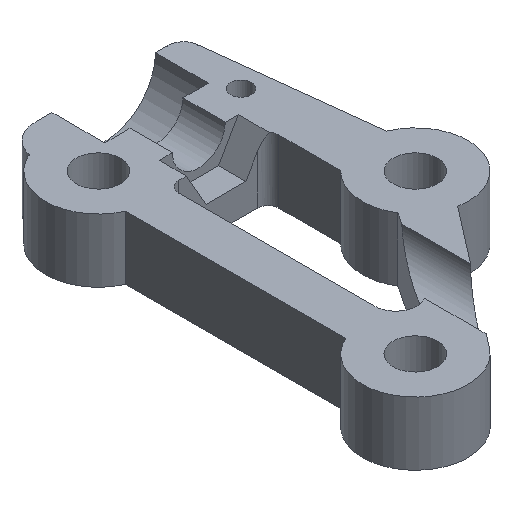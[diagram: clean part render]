
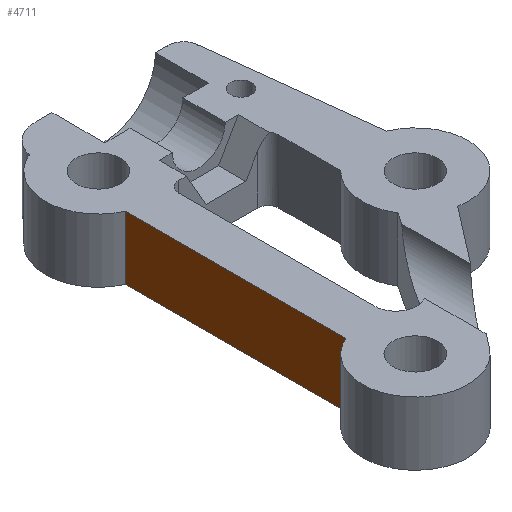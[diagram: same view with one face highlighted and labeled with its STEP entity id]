
A CAD part, isometric view. The second image highlights one B-rep face of the part: STEP entity #4711.
In plain terms, the highlighted planar face has unit normal (-1, 0, 0).
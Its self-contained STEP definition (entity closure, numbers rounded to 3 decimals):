
#44 = PLANE('',#45);
#45 = AXIS2_PLACEMENT_3D('',#46,#47,#48);
#46 = CARTESIAN_POINT('',(-11.815,40.166,-24.));
#47 = DIRECTION('',(0.,0.,1.));
#48 = DIRECTION('',(1.,0.,0.));
#100 = PLANE('',#101);
#101 = AXIS2_PLACEMENT_3D('',#102,#103,#104);
#102 = CARTESIAN_POINT('',(-39.475,52.297,
    -12.));
#103 = DIRECTION('',(0.,0.,1.));
#104 = DIRECTION('',(1.,0.,0.));
#2900 = CYLINDRICAL_SURFACE('',#2901,10.);
#2901 = AXIS2_PLACEMENT_3D('',#2902,#2903,#2904);
#2902 = CARTESIAN_POINT('',(-40.,20.,-24.));
#2903 = DIRECTION('',(0.,0.,1.));
#2904 = DIRECTION('',(-1.,0.,0.));
#3292 = CYLINDRICAL_SURFACE('',#3293,10.);
#3293 = AXIS2_PLACEMENT_3D('',#3294,#3295,#3296);
#3294 = CARTESIAN_POINT('',(-40.,80.,-24.));
#3295 = DIRECTION('',(0.,0.,1.));
#3296 = DIRECTION('',(-1.,0.,0.));
#4038 = VERTEX_POINT('',#4039);
#4039 = CARTESIAN_POINT('',(-44.,29.165,-24.));
#4087 = EDGE_CURVE('',#4038,#4088,#4090,.T.);
#4088 = VERTEX_POINT('',#4089);
#4089 = CARTESIAN_POINT('',(-44.,70.835,-24.));
#4090 = SURFACE_CURVE('',#4091,(#4095,#4102),.PCURVE_S1.);
#4091 = LINE('',#4092,#4093);
#4092 = CARTESIAN_POINT('',(-44.,14.,-24.));
#4093 = VECTOR('',#4094,1.);
#4094 = DIRECTION('',(0.,1.,0.));
#4095 = PCURVE('',#44,#4096);
#4096 = DEFINITIONAL_REPRESENTATION('',(#4097),#4101);
#4097 = LINE('',#4098,#4099);
#4098 = CARTESIAN_POINT('',(-32.185,-26.166));
#4099 = VECTOR('',#4100,1.);
#4100 = DIRECTION('',(0.,1.));
#4101 = ( GEOMETRIC_REPRESENTATION_CONTEXT(2) 
PARAMETRIC_REPRESENTATION_CONTEXT() REPRESENTATION_CONTEXT('2D SPACE',''
  ) );
#4102 = PCURVE('',#4103,#4108);
#4103 = PLANE('',#4104);
#4104 = AXIS2_PLACEMENT_3D('',#4105,#4106,#4107);
#4105 = CARTESIAN_POINT('',(-44.,14.,-24.));
#4106 = DIRECTION('',(-1.,0.,0.));
#4107 = DIRECTION('',(0.,0.,-1.));
#4108 = DEFINITIONAL_REPRESENTATION('',(#4109),#4113);
#4109 = LINE('',#4110,#4111);
#4110 = CARTESIAN_POINT('',(0.,0.));
#4111 = VECTOR('',#4112,1.);
#4112 = DIRECTION('',(0.,-1.));
#4113 = ( GEOMETRIC_REPRESENTATION_CONTEXT(2) 
PARAMETRIC_REPRESENTATION_CONTEXT() REPRESENTATION_CONTEXT('2D SPACE',''
  ) );
#4711 = ADVANCED_FACE('',(#4712),#4103,.T.);
#4712 = FACE_BOUND('',#4713,.F.);
#4713 = EDGE_LOOP('',(#4714,#4739,#4782,#4783));
#4714 = ORIENTED_EDGE('',*,*,#4715,.F.);
#4715 = EDGE_CURVE('',#4716,#4718,#4720,.T.);
#4716 = VERTEX_POINT('',#4717);
#4717 = CARTESIAN_POINT('',(-44.,29.165,-12.));
#4718 = VERTEX_POINT('',#4719);
#4719 = CARTESIAN_POINT('',(-44.,70.835,-12.));
#4720 = SURFACE_CURVE('',#4721,(#4725,#4732),.PCURVE_S1.);
#4721 = LINE('',#4722,#4723);
#4722 = CARTESIAN_POINT('',(-44.,14.,-12.));
#4723 = VECTOR('',#4724,1.);
#4724 = DIRECTION('',(0.,1.,0.));
#4725 = PCURVE('',#4103,#4726);
#4726 = DEFINITIONAL_REPRESENTATION('',(#4727),#4731);
#4727 = LINE('',#4728,#4729);
#4728 = CARTESIAN_POINT('',(-12.,0.));
#4729 = VECTOR('',#4730,1.);
#4730 = DIRECTION('',(0.,-1.));
#4731 = ( GEOMETRIC_REPRESENTATION_CONTEXT(2) 
PARAMETRIC_REPRESENTATION_CONTEXT() REPRESENTATION_CONTEXT('2D SPACE',''
  ) );
#4732 = PCURVE('',#100,#4733);
#4733 = DEFINITIONAL_REPRESENTATION('',(#4734),#4738);
#4734 = LINE('',#4735,#4736);
#4735 = CARTESIAN_POINT('',(-4.525,-38.297));
#4736 = VECTOR('',#4737,1.);
#4737 = DIRECTION('',(0.,1.));
#4738 = ( GEOMETRIC_REPRESENTATION_CONTEXT(2) 
PARAMETRIC_REPRESENTATION_CONTEXT() REPRESENTATION_CONTEXT('2D SPACE',''
  ) );
#4739 = ORIENTED_EDGE('',*,*,#4740,.F.);
#4740 = EDGE_CURVE('',#4038,#4716,#4741,.T.);
#4741 = SURFACE_CURVE('',#4742,(#4746,#4753),.PCURVE_S1.);
#4742 = LINE('',#4743,#4744);
#4743 = CARTESIAN_POINT('',(-44.,29.165,-24.));
#4744 = VECTOR('',#4745,1.);
#4745 = DIRECTION('',(0.,0.,1.));
#4746 = PCURVE('',#4103,#4747);
#4747 = DEFINITIONAL_REPRESENTATION('',(#4748),#4752);
#4748 = LINE('',#4749,#4750);
#4749 = CARTESIAN_POINT('',(0.,-15.165));
#4750 = VECTOR('',#4751,1.);
#4751 = DIRECTION('',(-1.,0.));
#4752 = ( GEOMETRIC_REPRESENTATION_CONTEXT(2) 
PARAMETRIC_REPRESENTATION_CONTEXT() REPRESENTATION_CONTEXT('2D SPACE',''
  ) );
#4753 = PCURVE('',#2900,#4754);
#4754 = DEFINITIONAL_REPRESENTATION('',(#4755),#4781);
#4755 = B_SPLINE_CURVE_WITH_KNOTS('',3,(#4756,#4757,#4758,#4759,#4760,
    #4761,#4762,#4763,#4764,#4765,#4766,#4767,#4768,#4769,#4770,#4771,
    #4772,#4773,#4774,#4775,#4776,#4777,#4778,#4779,#4780),
  .UNSPECIFIED.,.F.,.F.,(4,1,1,1,1,1,1,1,1,1,1,1,1,1,1,1,1,1,1,1,1,1,4),
  (0.,0.545,1.091,1.636,2.182,
    2.727,3.273,3.818,4.364,
    4.909,5.455,6.,6.545,7.091,
    7.636,8.182,8.727,9.273,
    9.818,10.364,10.909,11.455,12.),
  .QUASI_UNIFORM_KNOTS.);
#4756 = CARTESIAN_POINT('',(-7.442,0.));
#4757 = CARTESIAN_POINT('',(-7.442,0.182));
#4758 = CARTESIAN_POINT('',(-7.442,0.545));
#4759 = CARTESIAN_POINT('',(-7.442,1.091));
#4760 = CARTESIAN_POINT('',(-7.442,1.636));
#4761 = CARTESIAN_POINT('',(-7.442,2.182));
#4762 = CARTESIAN_POINT('',(-7.442,2.727));
#4763 = CARTESIAN_POINT('',(-7.442,3.273));
#4764 = CARTESIAN_POINT('',(-7.442,3.818));
#4765 = CARTESIAN_POINT('',(-7.442,4.364));
#4766 = CARTESIAN_POINT('',(-7.442,4.909));
#4767 = CARTESIAN_POINT('',(-7.442,5.455));
#4768 = CARTESIAN_POINT('',(-7.442,6.));
#4769 = CARTESIAN_POINT('',(-7.442,6.545));
#4770 = CARTESIAN_POINT('',(-7.442,7.091));
#4771 = CARTESIAN_POINT('',(-7.442,7.636));
#4772 = CARTESIAN_POINT('',(-7.442,8.182));
#4773 = CARTESIAN_POINT('',(-7.442,8.727));
#4774 = CARTESIAN_POINT('',(-7.442,9.273));
#4775 = CARTESIAN_POINT('',(-7.442,9.818));
#4776 = CARTESIAN_POINT('',(-7.442,10.364));
#4777 = CARTESIAN_POINT('',(-7.442,10.909));
#4778 = CARTESIAN_POINT('',(-7.442,11.455));
#4779 = CARTESIAN_POINT('',(-7.442,11.818));
#4780 = CARTESIAN_POINT('',(-7.442,12.));
#4781 = ( GEOMETRIC_REPRESENTATION_CONTEXT(2) 
PARAMETRIC_REPRESENTATION_CONTEXT() REPRESENTATION_CONTEXT('2D SPACE',''
  ) );
#4782 = ORIENTED_EDGE('',*,*,#4087,.T.);
#4783 = ORIENTED_EDGE('',*,*,#4784,.T.);
#4784 = EDGE_CURVE('',#4088,#4718,#4785,.T.);
#4785 = SURFACE_CURVE('',#4786,(#4790,#4797),.PCURVE_S1.);
#4786 = LINE('',#4787,#4788);
#4787 = CARTESIAN_POINT('',(-44.,70.835,-24.));
#4788 = VECTOR('',#4789,1.);
#4789 = DIRECTION('',(0.,0.,1.));
#4790 = PCURVE('',#4103,#4791);
#4791 = DEFINITIONAL_REPRESENTATION('',(#4792),#4796);
#4792 = LINE('',#4793,#4794);
#4793 = CARTESIAN_POINT('',(0.,-56.835));
#4794 = VECTOR('',#4795,1.);
#4795 = DIRECTION('',(-1.,0.));
#4796 = ( GEOMETRIC_REPRESENTATION_CONTEXT(2) 
PARAMETRIC_REPRESENTATION_CONTEXT() REPRESENTATION_CONTEXT('2D SPACE',''
  ) );
#4797 = PCURVE('',#3292,#4798);
#4798 = DEFINITIONAL_REPRESENTATION('',(#4799),#4825);
#4799 = B_SPLINE_CURVE_WITH_KNOTS('',3,(#4800,#4801,#4802,#4803,#4804,
    #4805,#4806,#4807,#4808,#4809,#4810,#4811,#4812,#4813,#4814,#4815,
    #4816,#4817,#4818,#4819,#4820,#4821,#4822,#4823,#4824),
  .UNSPECIFIED.,.F.,.F.,(4,1,1,1,1,1,1,1,1,1,1,1,1,1,1,1,1,1,1,1,1,1,4),
  (0.,0.545,1.091,1.636,2.182,
    2.727,3.273,3.818,4.364,
    4.909,5.455,6.,6.545,7.091,
    7.636,8.182,8.727,9.273,
    9.818,10.364,10.909,11.455,12.),
  .QUASI_UNIFORM_KNOTS.);
#4800 = CARTESIAN_POINT('',(1.159,0.));
#4801 = CARTESIAN_POINT('',(1.159,0.182));
#4802 = CARTESIAN_POINT('',(1.159,0.545));
#4803 = CARTESIAN_POINT('',(1.159,1.091));
#4804 = CARTESIAN_POINT('',(1.159,1.636));
#4805 = CARTESIAN_POINT('',(1.159,2.182));
#4806 = CARTESIAN_POINT('',(1.159,2.727));
#4807 = CARTESIAN_POINT('',(1.159,3.273));
#4808 = CARTESIAN_POINT('',(1.159,3.818));
#4809 = CARTESIAN_POINT('',(1.159,4.364));
#4810 = CARTESIAN_POINT('',(1.159,4.909));
#4811 = CARTESIAN_POINT('',(1.159,5.455));
#4812 = CARTESIAN_POINT('',(1.159,6.));
#4813 = CARTESIAN_POINT('',(1.159,6.545));
#4814 = CARTESIAN_POINT('',(1.159,7.091));
#4815 = CARTESIAN_POINT('',(1.159,7.636));
#4816 = CARTESIAN_POINT('',(1.159,8.182));
#4817 = CARTESIAN_POINT('',(1.159,8.727));
#4818 = CARTESIAN_POINT('',(1.159,9.273));
#4819 = CARTESIAN_POINT('',(1.159,9.818));
#4820 = CARTESIAN_POINT('',(1.159,10.364));
#4821 = CARTESIAN_POINT('',(1.159,10.909));
#4822 = CARTESIAN_POINT('',(1.159,11.455));
#4823 = CARTESIAN_POINT('',(1.159,11.818));
#4824 = CARTESIAN_POINT('',(1.159,12.));
#4825 = ( GEOMETRIC_REPRESENTATION_CONTEXT(2) 
PARAMETRIC_REPRESENTATION_CONTEXT() REPRESENTATION_CONTEXT('2D SPACE',''
  ) );
